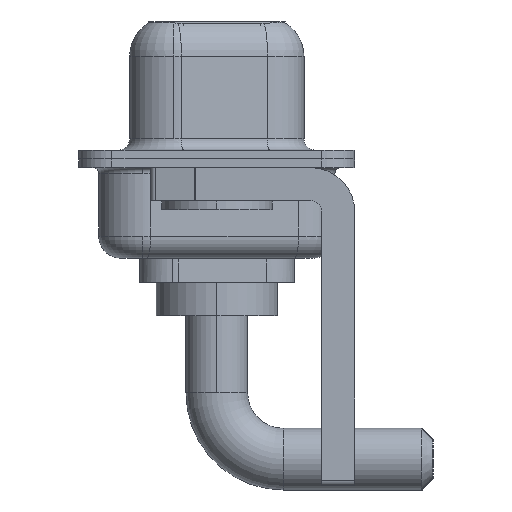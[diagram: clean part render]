
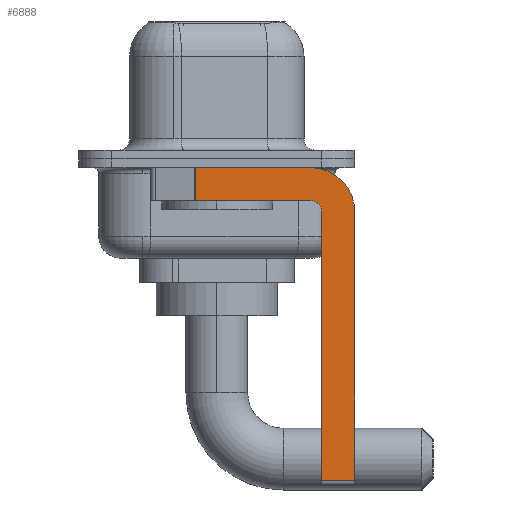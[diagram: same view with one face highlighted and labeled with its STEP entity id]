
A CAD part, left-side view. The second image highlights one B-rep face of the part: STEP entity #6888.
In plain terms, the highlighted planar face has unit normal (-1, 0, 0).
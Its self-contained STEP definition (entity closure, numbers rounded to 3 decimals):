
#384 = DIRECTION ( 'NONE',  ( 0., -1., 0. ) ) ;
#493 = CARTESIAN_POINT ( 'NONE',  ( -2.9, -4.25, -0.4 ) ) ;
#835 = VECTOR ( 'NONE', #2436, 1000. ) ;
#995 = VERTEX_POINT ( 'NONE', #8418 ) ;
#1234 = ORIENTED_EDGE ( 'NONE', *, *, #4282, .F. ) ;
#1367 = DIRECTION ( 'NONE',  ( -1., 0., 0. ) ) ;
#1381 = CARTESIAN_POINT ( 'NONE',  ( -2.9, -4.25, -2.4 ) ) ;
#1592 = VERTEX_POINT ( 'NONE', #9883 ) ;
#1646 = CARTESIAN_POINT ( 'NONE',  ( -2.9, -6.25, -14.55 ) ) ;
#1851 = AXIS2_PLACEMENT_3D ( 'NONE', #14264, #13093, #6600 ) ;
#2081 = LINE ( 'NONE', #8774, #4524 ) ;
#2436 = DIRECTION ( 'NONE',  ( 0., -1., 0. ) ) ;
#2666 = CARTESIAN_POINT ( 'NONE',  ( -2.9, -4.25, -14.55 ) ) ;
#3131 = CARTESIAN_POINT ( 'NONE',  ( -2.9, 0.978, -1.9 ) ) ;
#3132 = ORIENTED_EDGE ( 'NONE', *, *, #9472, .F. ) ;
#3563 = VECTOR ( 'NONE', #13154, 1000. ) ;
#3659 = CARTESIAN_POINT ( 'NONE',  ( -2.9, -4.25, -2.4 ) ) ;
#3685 = VERTEX_POINT ( 'NONE', #1646 ) ;
#3897 = ORIENTED_EDGE ( 'NONE', *, *, #8243, .F. ) ;
#4282 = EDGE_CURVE ( 'NONE', #10987, #11431, #10335, .T. ) ;
#4480 = ORIENTED_EDGE ( 'NONE', *, *, #5947, .T. ) ;
#4484 = CARTESIAN_POINT ( 'NONE',  ( -2.9, -4.75, -14.8 ) ) ;
#4524 = VECTOR ( 'NONE', #13411, 1000. ) ;
#4644 = ORIENTED_EDGE ( 'NONE', *, *, #5260, .T. ) ;
#5260 = EDGE_CURVE ( 'NONE', #995, #5779, #8653, .T. ) ;
#5574 = CIRCLE ( 'NONE', #10313, 0.5 ) ;
#5646 = DIRECTION ( 'NONE',  ( 0., 0., -1. ) ) ;
#5779 = VERTEX_POINT ( 'NONE', #14522 ) ;
#5826 = AXIS2_PLACEMENT_3D ( 'NONE', #1381, #8089, #10530 ) ;
#5947 = EDGE_CURVE ( 'NONE', #11389, #3685, #9376, .T. ) ;
#6450 = VECTOR ( 'NONE', #5646, 1000. ) ;
#6600 = DIRECTION ( 'NONE',  ( 0., 0., -1. ) ) ;
#6730 = CARTESIAN_POINT ( 'NONE',  ( -2.9, -4.75, -14.55 ) ) ;
#6888 = ADVANCED_FACE ( 'NONE', ( #12582 ), #13677, .F. ) ;
#7222 = VECTOR ( 'NONE', #8970, 1000. ) ;
#7533 = ORIENTED_EDGE ( 'NONE', *, *, #11854, .F. ) ;
#7566 = EDGE_CURVE ( 'NONE', #11389, #1592, #11342, .T. ) ;
#8089 = DIRECTION ( 'NONE',  ( 1., 0., 0. ) ) ;
#8126 = ORIENTED_EDGE ( 'NONE', *, *, #7566, .F. ) ;
#8243 = EDGE_CURVE ( 'NONE', #10649, #5779, #2081, .T. ) ;
#8418 = CARTESIAN_POINT ( 'NONE',  ( -2.9, 0.978, -0.4 ) ) ;
#8653 = LINE ( 'NONE', #3131, #3563 ) ;
#8774 = CARTESIAN_POINT ( 'NONE',  ( -2.9, -4.25, -1.9 ) ) ;
#8970 = DIRECTION ( 'NONE',  ( 0., 0., 1. ) ) ;
#9253 = DIRECTION ( 'NONE',  ( 0., 0., 1. ) ) ;
#9376 = LINE ( 'NONE', #2666, #11934 ) ;
#9472 = EDGE_CURVE ( 'NONE', #11431, #3685, #11170, .T. ) ;
#9883 = CARTESIAN_POINT ( 'NONE',  ( -2.9, -4.75, -2.4 ) ) ;
#10089 = ORIENTED_EDGE ( 'NONE', *, *, #10333, .F. ) ;
#10313 = AXIS2_PLACEMENT_3D ( 'NONE', #3659, #1367, #9253 ) ;
#10333 = EDGE_CURVE ( 'NONE', #995, #10987, #11349, .T. ) ;
#10335 = CIRCLE ( 'NONE', #1851, 2. ) ;
#10530 = DIRECTION ( 'NONE',  ( 0., 0., -1. ) ) ;
#10649 = VERTEX_POINT ( 'NONE', #10897 ) ;
#10897 = CARTESIAN_POINT ( 'NONE',  ( -2.9, -4.25, -1.9 ) ) ;
#10987 = VERTEX_POINT ( 'NONE', #493 ) ;
#11170 = LINE ( 'NONE', #11478, #6450 ) ;
#11342 = LINE ( 'NONE', #4484, #7222 ) ;
#11349 = LINE ( 'NONE', #11423, #835 ) ;
#11389 = VERTEX_POINT ( 'NONE', #6730 ) ;
#11423 = CARTESIAN_POINT ( 'NONE',  ( -2.9, 3., -0.4 ) ) ;
#11431 = VERTEX_POINT ( 'NONE', #11609 ) ;
#11445 = EDGE_LOOP ( 'NONE', ( #10089, #4644, #3897, #7533, #8126, #4480, #3132, #1234 ) ) ;
#11478 = CARTESIAN_POINT ( 'NONE',  ( -2.9, -6.25, -2.4 ) ) ;
#11609 = CARTESIAN_POINT ( 'NONE',  ( -2.9, -6.25, -2.4 ) ) ;
#11854 = EDGE_CURVE ( 'NONE', #1592, #10649, #5574, .T. ) ;
#11934 = VECTOR ( 'NONE', #384, 1000. ) ;
#12582 = FACE_OUTER_BOUND ( 'NONE', #11445, .T. ) ;
#13093 = DIRECTION ( 'NONE',  ( 1., 0., 0. ) ) ;
#13154 = DIRECTION ( 'NONE',  ( 0., 0., -1. ) ) ;
#13411 = DIRECTION ( 'NONE',  ( 0., 1., 0. ) ) ;
#13677 = PLANE ( 'NONE',  #5826 ) ;
#14264 = CARTESIAN_POINT ( 'NONE',  ( -2.9, -4.25, -2.4 ) ) ;
#14522 = CARTESIAN_POINT ( 'NONE',  ( -2.9, 0.978, -1.9 ) ) ;
